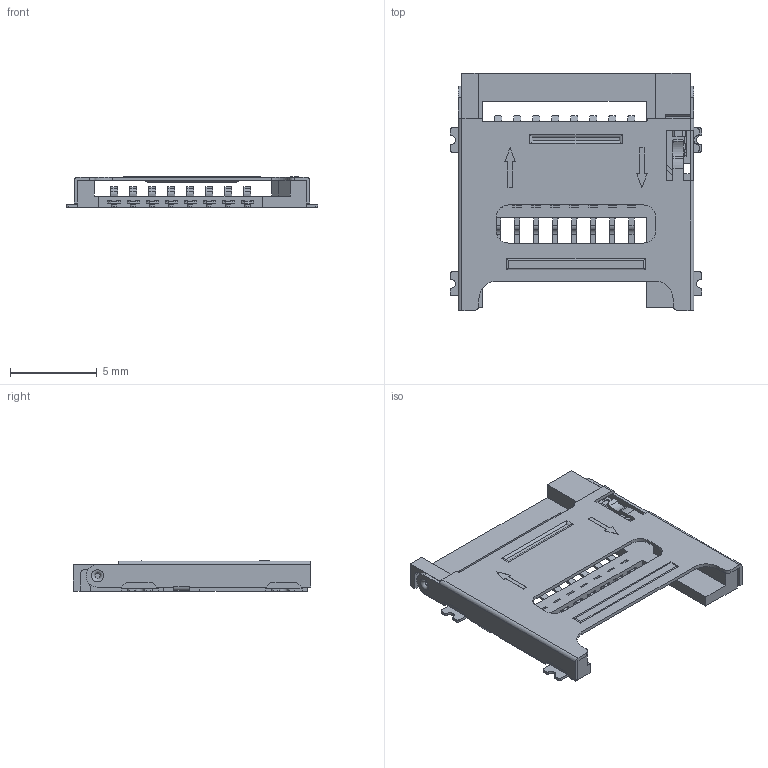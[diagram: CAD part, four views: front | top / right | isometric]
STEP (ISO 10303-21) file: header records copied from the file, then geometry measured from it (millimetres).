
FILE_DESCRIPTION( ( '' ), ' ' );
FILE_NAME( '5b92813f3d901a0ec6612e39.step', '2018-09-07T13:46:40', ( '' ), ( '' ), ' ', ' ', ' ' );
FILE_SCHEMA( ( 'AUTOMOTIVE_DESIGN { 1 0 10303 214 1 1 1 1 }' ) );
Length unit declared in the file: metre
Products named in the file (15): Open CASCADE STEP translator 6.8 15; Open CASCADE STEP translator 6.8 14; Open CASCADE STEP translator 6.8 13; Open CASCADE STEP translator 6.8 12; Open CASCADE STEP translator 6.8 11; Open CASCADE STEP translator 6.8 10; Open CASCADE STEP translator 6.8 9; Open CASCADE STEP translator 6.8 8; Open CASCADE STEP translator 6.8 7; Open CASCADE STEP translator 6.8 6; Open CASCADE STEP translator 6.8 5; Open CASCADE STEP translator 6.8 4; Open CASCADE STEP translator 6.8 3; Open CASCADE STEP translator 6.8 2; Open CASCADE STEP translator 6.8 1
Bounding box: 14.5 x 13.7 x 1.77 mm (x, y, z)
Volume: 101 mm3; surface area: 732.1 mm2
Topology: 15 solids, 15 shells, 876 faces, 2457 edges, 1622 vertices
Faces by surface type: plane 580, cylinder 292, torus 2, bspline 2
Full cylindrical faces by diameter (mm): 0.3 x2, 0.7 x2
Entity records: 47588 total; most frequent: CARTESIAN_POINT 5008, ORIENTED_EDGE 4890, DIRECTION 4795, STYLED_ITEM 3321, PRESENTATION_STYLE_ASSIGNMENT 3321, COLOUR_RGB 3321, EDGE_CURVE 2445, CURVE_STYLE 2445
